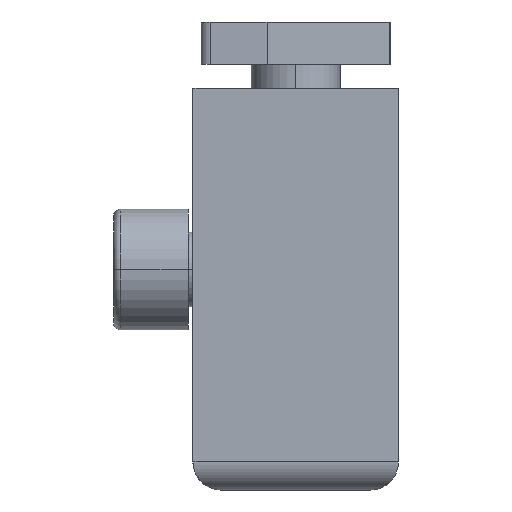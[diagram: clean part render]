
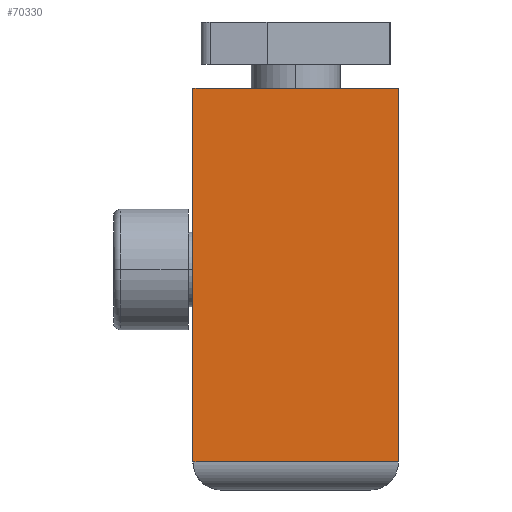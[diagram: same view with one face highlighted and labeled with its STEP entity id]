
A CAD part, left-side view. The second image highlights one B-rep face of the part: STEP entity #70330.
In plain terms, the highlighted face is planar.
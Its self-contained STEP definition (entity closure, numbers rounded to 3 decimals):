
#69940=CARTESIAN_POINT('',(38.318,11.,-10.2));
#69950=DIRECTION('',(-0.,1.,0.));
#69960=DIRECTION('',(1.,0.,0.));
#69970=AXIS2_PLACEMENT_3D('',#69940,#69950,#69960);
#69980=PLANE('',#69970);
#69990=CARTESIAN_POINT('',(0.,11.,11.));
#70000=DIRECTION('',(-1.,0.,0.));
#70010=VECTOR('',#70000,1.);
#70020=LINE('',#69990,#70010);
#70030=CARTESIAN_POINT('',(40.6,11.,11.));
#70040=VERTEX_POINT('',#70030);
#70050=CARTESIAN_POINT('',(0.6,11.,11.));
#70060=VERTEX_POINT('',#70050);
#70070=EDGE_CURVE('',#70040,#70060,#70020,.T.);
#70080=ORIENTED_EDGE('',*,*,#70070,.F.);
#70090=CARTESIAN_POINT('',(0.6,11.,0.));
#70100=DIRECTION('',(0.,0.,-1.));
#70110=VECTOR('',#70100,1.);
#70120=LINE('',#70090,#70110);
#70130=CARTESIAN_POINT('',(0.6,11.,-11.));
#70140=VERTEX_POINT('',#70130);
#70150=EDGE_CURVE('',#70060,#70140,#70120,.T.);
#70160=ORIENTED_EDGE('',*,*,#70150,.F.);
#70170=CARTESIAN_POINT('',(0.,11.,-11.));
#70180=DIRECTION('',(1.,0.,0.));
#70190=VECTOR('',#70180,1.);
#70200=LINE('',#70170,#70190);
#70210=CARTESIAN_POINT('',(40.6,11.,-11.));
#70220=VERTEX_POINT('',#70210);
#70230=EDGE_CURVE('',#70140,#70220,#70200,.T.);
#70240=ORIENTED_EDGE('',*,*,#70230,.F.);
#70250=CARTESIAN_POINT('',(40.6,11.,0.));
#70260=DIRECTION('',(0.,0.,-1.));
#70270=VECTOR('',#70260,1.);
#70280=LINE('',#70250,#70270);
#70290=EDGE_CURVE('',#70040,#70220,#70280,.T.);
#70300=ORIENTED_EDGE('',*,*,#70290,.T.);
#70310=EDGE_LOOP('',(#70300,#70240,#70160,#70080));
#70320=FACE_OUTER_BOUND('',#70310,.T.);
#70330=ADVANCED_FACE('',(#70320),#69980,.T.);
